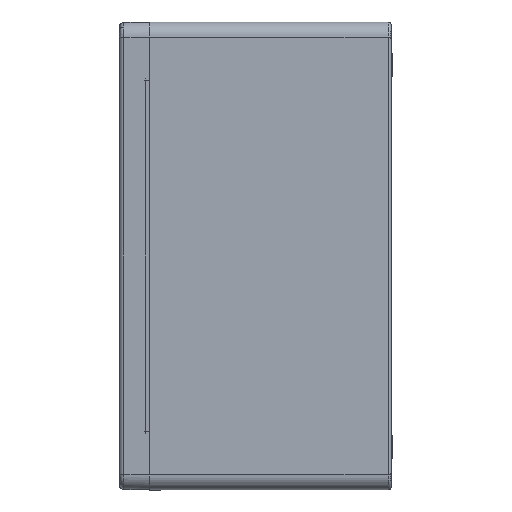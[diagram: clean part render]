
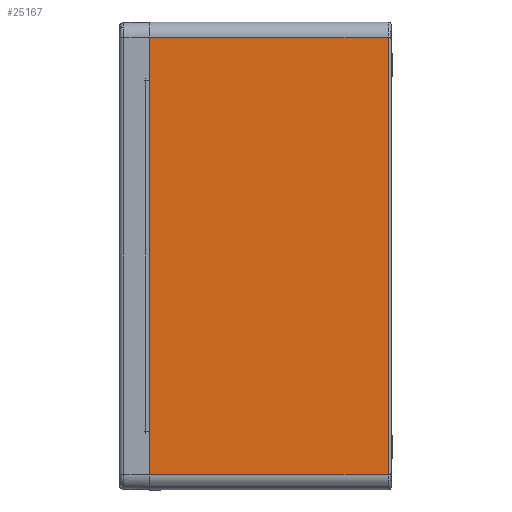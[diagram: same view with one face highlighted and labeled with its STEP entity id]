
A CAD part, left-side view. The second image highlights one B-rep face of the part: STEP entity #25167.
In plain terms, the highlighted planar face has unit normal (-1, 0, 0).
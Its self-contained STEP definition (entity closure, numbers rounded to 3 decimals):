
#2149=PLANE('',#27166);
#3065=LINE('',#140744,#4719);
#3251=LINE('',#145496,#4905);
#3252=LINE('',#145498,#4906);
#3253=LINE('',#145499,#4907);
#4719=VECTOR('',#30360,10.);
#4905=VECTOR('',#31160,10.);
#4906=VECTOR('',#31161,1000.);
#4907=VECTOR('',#31162,10.);
#7246=FACE_OUTER_BOUND('',#9117,.T.);
#9117=EDGE_LOOP('',(#20674,#20675,#20676,#20677));
#11738=VERTEX_POINT('',#140741);
#11739=VERTEX_POINT('',#140743);
#12322=VERTEX_POINT('',#145495);
#12323=VERTEX_POINT('',#145497);
#14718=EDGE_CURVE('',#11738,#11739,#3065,.T.);
#15307=EDGE_CURVE('',#12322,#11738,#3251,.T.);
#15308=EDGE_CURVE('',#12322,#12323,#3252,.T.);
#15309=EDGE_CURVE('',#12323,#11739,#3253,.T.);
#20674=ORIENTED_EDGE('',*,*,#15307,.F.);
#20675=ORIENTED_EDGE('',*,*,#15308,.T.);
#20676=ORIENTED_EDGE('',*,*,#15309,.T.);
#20677=ORIENTED_EDGE('',*,*,#14718,.F.);
#25167=ADVANCED_FACE('',(#7246),#2149,.T.);
#27166=AXIS2_PLACEMENT_3D('',#145494,#31158,#31159);
#30360=DIRECTION('',(0.,0.,1.));
#31158=DIRECTION('center_axis',(-1.,0.,0.));
#31159=DIRECTION('ref_axis',(0.,0.,1.));
#31160=DIRECTION('',(0.,1.,0.));
#31161=DIRECTION('',(0.,0.,1.));
#31162=DIRECTION('',(0.,1.,0.));
#140741=CARTESIAN_POINT('',(-300.,0.,-145.));
#140743=CARTESIAN_POINT('',(-300.,0.,145.));
#140744=CARTESIAN_POINT('',(-300.,0.,145.));
#145494=CARTESIAN_POINT('Origin',(-300.,-160.,-155.));
#145495=CARTESIAN_POINT('',(-300.,-158.,-145.));
#145496=CARTESIAN_POINT('',(-300.,0.,-145.));
#145497=CARTESIAN_POINT('',(-300.,-158.,145.));
#145498=CARTESIAN_POINT('',(-300.,-158.,145.));
#145499=CARTESIAN_POINT('',(-300.,0.,145.));
